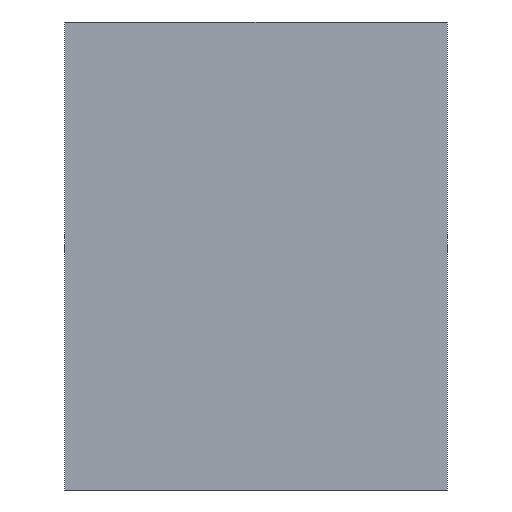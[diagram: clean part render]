
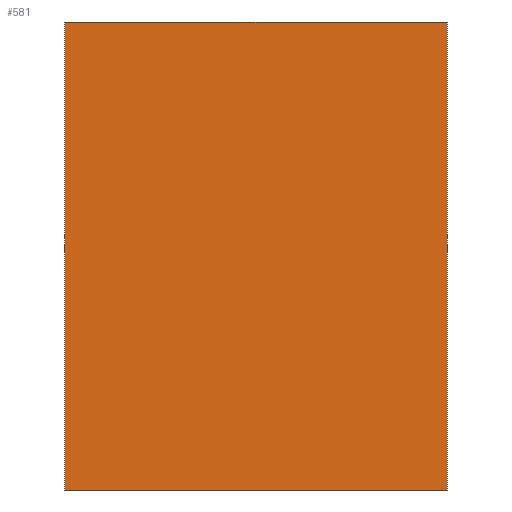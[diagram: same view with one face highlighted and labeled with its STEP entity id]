
A CAD part, front view. The second image highlights one B-rep face of the part: STEP entity #581.
In plain terms, the highlighted planar face has unit normal (0, -1, 0).
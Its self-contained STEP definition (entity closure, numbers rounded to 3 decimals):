
#20=PLANE('',#627);
#48=FACE_OUTER_BOUND('',#78,.T.);
#78=EDGE_LOOP('',(#428,#429,#430,#431));
#118=LINE('',#846,#196);
#119=LINE('',#849,#197);
#120=LINE('',#851,#198);
#121=LINE('',#852,#199);
#196=VECTOR('',#689,10.);
#197=VECTOR('',#692,10.);
#198=VECTOR('',#693,10.);
#199=VECTOR('',#694,10.);
#276=VERTEX_POINT('',#842);
#277=VERTEX_POINT('',#844);
#278=VERTEX_POINT('',#848);
#279=VERTEX_POINT('',#850);
#338=EDGE_CURVE('',#276,#277,#118,.T.);
#339=EDGE_CURVE('',#276,#278,#119,.T.);
#340=EDGE_CURVE('',#279,#277,#120,.T.);
#341=EDGE_CURVE('',#278,#279,#121,.T.);
#428=ORIENTED_EDGE('',*,*,#339,.F.);
#429=ORIENTED_EDGE('',*,*,#338,.T.);
#430=ORIENTED_EDGE('',*,*,#340,.F.);
#431=ORIENTED_EDGE('',*,*,#341,.F.);
#581=ADVANCED_FACE('',(#48),#20,.T.);
#627=AXIS2_PLACEMENT_3D('',#847,#690,#691);
#689=DIRECTION('',(0.,0.,1.));
#690=DIRECTION('center_axis',(0.,-1.,0.));
#691=DIRECTION('ref_axis',(1.,0.,0.));
#692=DIRECTION('',(-1.,0.,0.));
#693=DIRECTION('',(1.,0.,0.));
#694=DIRECTION('',(0.,0.,1.));
#842=CARTESIAN_POINT('',(16.34,0.,0.));
#844=CARTESIAN_POINT('',(16.34,0.,20.));
#846=CARTESIAN_POINT('',(16.34,0.,0.));
#847=CARTESIAN_POINT('Origin',(0.,0.,0.));
#848=CARTESIAN_POINT('',(0.,0.,0.));
#849=CARTESIAN_POINT('',(16.34,0.,0.));
#850=CARTESIAN_POINT('',(0.,0.,20.));
#851=CARTESIAN_POINT('',(16.34,0.,20.));
#852=CARTESIAN_POINT('',(0.,0.,0.));
